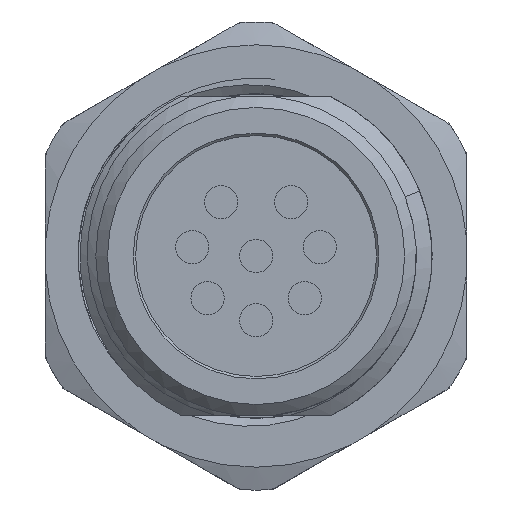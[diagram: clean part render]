
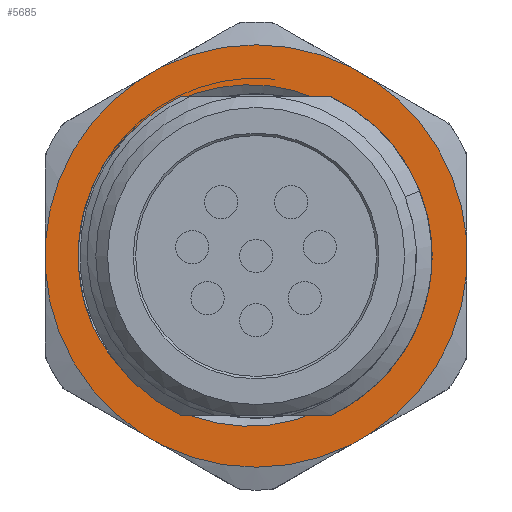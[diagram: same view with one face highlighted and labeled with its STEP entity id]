
A CAD part, left-side view. The second image highlights one B-rep face of the part: STEP entity #5685.
In plain terms, the highlighted planar face has unit normal (-1, 0, 0).
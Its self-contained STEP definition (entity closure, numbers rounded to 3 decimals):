
#306=B_SPLINE_CURVE_WITH_KNOTS('',3,(#19946,#19947,#19948,#19949,#19950,
#19951,#19952),.UNSPECIFIED.,.F.,.F.,(4,1,1,1,4),(0.,
0.004,0.009,0.013,0.017),
 .UNSPECIFIED.);
#307=B_SPLINE_CURVE_WITH_KNOTS('',3,(#19956,#19957,#19958,#19959,#19960,
#19961,#19962),.UNSPECIFIED.,.F.,.F.,(4,1,1,1,4),(0.,
0.004,0.009,0.013,0.017),
 .UNSPECIFIED.);
#564=LINE('',#19963,#791);
#565=LINE('',#19968,#792);
#566=LINE('',#19972,#793);
#567=LINE('',#19976,#794);
#568=LINE('',#19980,#795);
#569=LINE('',#19984,#796);
#791=VECTOR('',#8153,1000.);
#792=VECTOR('',#8156,1000.);
#793=VECTOR('',#8159,1000.);
#794=VECTOR('',#8162,1000.);
#795=VECTOR('',#8165,1000.);
#796=VECTOR('',#8168,1000.);
#1006=PLANE('',#6715);
#2202=ORIENTED_EDGE('',*,*,#3082,.F.);
#2203=ORIENTED_EDGE('',*,*,#3083,.T.);
#2204=ORIENTED_EDGE('',*,*,#3084,.T.);
#2205=ORIENTED_EDGE('',*,*,#3085,.T.);
#2206=ORIENTED_EDGE('',*,*,#3086,.F.);
#2207=ORIENTED_EDGE('',*,*,#3087,.T.);
#2208=ORIENTED_EDGE('',*,*,#3088,.F.);
#2209=ORIENTED_EDGE('',*,*,#3089,.T.);
#2210=ORIENTED_EDGE('',*,*,#3090,.F.);
#2211=ORIENTED_EDGE('',*,*,#3091,.T.);
#2212=ORIENTED_EDGE('',*,*,#3092,.F.);
#2213=ORIENTED_EDGE('',*,*,#3093,.T.);
#2214=ORIENTED_EDGE('',*,*,#3094,.F.);
#2215=ORIENTED_EDGE('',*,*,#3095,.T.);
#2216=ORIENTED_EDGE('',*,*,#3096,.F.);
#2217=ORIENTED_EDGE('',*,*,#3097,.T.);
#3082=EDGE_CURVE('',#3669,#3670,#4030,.T.);
#3083=EDGE_CURVE('',#3669,#3671,#306,.T.);
#3084=EDGE_CURVE('',#3671,#3672,#4031,.F.);
#3085=EDGE_CURVE('',#3672,#3670,#307,.T.);
#3086=EDGE_CURVE('',#3673,#3674,#564,.T.);
#3087=EDGE_CURVE('',#3673,#3675,#4032,.F.);
#3088=EDGE_CURVE('',#3676,#3675,#565,.T.);
#3089=EDGE_CURVE('',#3676,#3677,#4033,.F.);
#3090=EDGE_CURVE('',#3678,#3677,#566,.T.);
#3091=EDGE_CURVE('',#3678,#3679,#4034,.F.);
#3092=EDGE_CURVE('',#3680,#3679,#567,.T.);
#3093=EDGE_CURVE('',#3680,#3681,#4035,.F.);
#3094=EDGE_CURVE('',#3682,#3681,#568,.T.);
#3095=EDGE_CURVE('',#3682,#3683,#4036,.F.);
#3096=EDGE_CURVE('',#3684,#3683,#569,.T.);
#3097=EDGE_CURVE('',#3684,#3674,#4037,.F.);
#3669=VERTEX_POINT('',#19944);
#3670=VERTEX_POINT('',#19945);
#3671=VERTEX_POINT('',#19953);
#3672=VERTEX_POINT('',#19955);
#3673=VERTEX_POINT('',#19964);
#3674=VERTEX_POINT('',#19965);
#3675=VERTEX_POINT('',#19967);
#3676=VERTEX_POINT('',#19969);
#3677=VERTEX_POINT('',#19971);
#3678=VERTEX_POINT('',#19973);
#3679=VERTEX_POINT('',#19975);
#3680=VERTEX_POINT('',#19977);
#3681=VERTEX_POINT('',#19979);
#3682=VERTEX_POINT('',#19981);
#3683=VERTEX_POINT('',#19983);
#3684=VERTEX_POINT('',#19985);
#4030=CIRCLE('',#6716,7.6);
#4031=CIRCLE('',#6717,6.93);
#4032=CIRCLE('',#6718,9.024);
#4033=CIRCLE('',#6719,9.024);
#4034=CIRCLE('',#6720,9.024);
#4035=CIRCLE('',#6721,9.024);
#4036=CIRCLE('',#6722,9.024);
#4037=CIRCLE('',#6723,9.024);
#4561=EDGE_LOOP('',(#2202,#2203,#2204,#2205));
#4562=EDGE_LOOP('',(#2206,#2207,#2208,#2209,#2210,#2211,#2212,#2213,#2214,
#2215,#2216,#2217));
#5144=FACE_BOUND('',#4561,.T.);
#5145=FACE_BOUND('',#4562,.T.);
#5685=ADVANCED_FACE('',(#5144,#5145),#1006,.F.);
#6715=AXIS2_PLACEMENT_3D('',#19942,#8147,#8148);
#6716=AXIS2_PLACEMENT_3D('',#19943,#8149,#8150);
#6717=AXIS2_PLACEMENT_3D('',#19954,#8151,#8152);
#6718=AXIS2_PLACEMENT_3D('',#19966,#8154,#8155);
#6719=AXIS2_PLACEMENT_3D('',#19970,#8157,#8158);
#6720=AXIS2_PLACEMENT_3D('',#19974,#8160,#8161);
#6721=AXIS2_PLACEMENT_3D('',#19978,#8163,#8164);
#6722=AXIS2_PLACEMENT_3D('',#19982,#8166,#8167);
#6723=AXIS2_PLACEMENT_3D('',#19986,#8169,#8170);
#8147=DIRECTION('',(1.,0.,0.));
#8148=DIRECTION('',(0.,0.,-1.));
#8149=DIRECTION('',(-1.,0.,0.));
#8150=DIRECTION('',(0.,1.,0.));
#8151=DIRECTION('',(-1.,0.,0.));
#8152=DIRECTION('',(0.,0.,1.));
#8153=DIRECTION('',(0.,1.,0.));
#8154=DIRECTION('',(1.,0.,0.));
#8155=DIRECTION('',(0.,0.,-1.));
#8156=DIRECTION('',(0.,0.498,-0.867));
#8157=DIRECTION('',(1.,0.,0.));
#8158=DIRECTION('',(0.,0.,-1.));
#8159=DIRECTION('',(0.,-0.498,-0.867));
#8160=DIRECTION('',(1.,0.,0.));
#8161=DIRECTION('',(0.,0.,-1.));
#8162=DIRECTION('',(0.,-1.,0.));
#8163=DIRECTION('',(1.,0.,0.));
#8164=DIRECTION('',(0.,0.,-1.));
#8165=DIRECTION('',(0.,-0.497,0.868));
#8166=DIRECTION('',(1.,0.,0.));
#8167=DIRECTION('',(0.,0.,-1.));
#8168=DIRECTION('',(0.,0.497,0.868));
#8169=DIRECTION('',(1.,0.,0.));
#8170=DIRECTION('',(0.,0.,-1.));
#19942=CARTESIAN_POINT('',(-1.5,0.,0.));
#19943=CARTESIAN_POINT('',(-1.5,0.,0.));
#19944=CARTESIAN_POINT('',(-1.5,-4.081,6.411));
#19945=CARTESIAN_POINT('',(-1.5,3.02,6.974));
#19946=CARTESIAN_POINT('',(-1.5,-4.081,6.411));
#19947=CARTESIAN_POINT('',(-1.5,-5.265,5.593));
#19948=CARTESIAN_POINT('',(-1.5,-7.132,3.294));
#19949=CARTESIAN_POINT('',(-1.5,-7.622,-1.136));
#19950=CARTESIAN_POINT('',(-1.5,-5.55,-5.108));
#19951=CARTESIAN_POINT('',(-1.5,-2.928,-6.508));
#19952=CARTESIAN_POINT('',(-1.5,-1.511,-6.763));
#19953=CARTESIAN_POINT('',(-1.5,-1.511,-6.763));
#19954=CARTESIAN_POINT('',(-1.5,0.,0.));
#19955=CARTESIAN_POINT('',(-1.5,2.558,-6.441));
#19956=CARTESIAN_POINT('',(-1.5,2.558,-6.441));
#19957=CARTESIAN_POINT('',(-1.5,3.917,-5.964));
#19958=CARTESIAN_POINT('',(-1.5,6.29,-4.163));
#19959=CARTESIAN_POINT('',(-1.5,7.705,0.074));
#19960=CARTESIAN_POINT('',(-1.5,6.523,4.38));
#19961=CARTESIAN_POINT('',(-1.5,4.318,6.354));
#19962=CARTESIAN_POINT('',(-1.5,3.02,6.974));
#19963=CARTESIAN_POINT('',(-1.5,-4.376,-8.992));
#19964=CARTESIAN_POINT('',(-1.5,-0.764,-8.992));
#19965=CARTESIAN_POINT('',(-1.5,0.764,-8.992));
#19966=CARTESIAN_POINT('',(-1.5,0.,0.));
#19967=CARTESIAN_POINT('',(-1.5,-7.542,-4.955));
#19968=CARTESIAN_POINT('',(-1.5,-9.974,-0.725));
#19969=CARTESIAN_POINT('',(-1.5,-8.078,-4.024));
#19970=CARTESIAN_POINT('',(-1.5,0.,0.));
#19971=CARTESIAN_POINT('',(-1.5,-8.078,4.024));
#19972=CARTESIAN_POINT('',(-1.5,-5.646,8.254));
#19973=CARTESIAN_POINT('',(-1.5,-7.542,4.955));
#19974=CARTESIAN_POINT('',(-1.5,0.,0.));
#19975=CARTESIAN_POINT('',(-1.5,-0.537,9.008));
#19976=CARTESIAN_POINT('',(-1.5,4.342,9.008));
#19977=CARTESIAN_POINT('',(-1.5,0.537,9.008));
#19978=CARTESIAN_POINT('',(-1.5,0.,0.));
#19979=CARTESIAN_POINT('',(-1.5,7.551,4.941));
#19980=CARTESIAN_POINT('',(-1.5,9.975,0.706));
#19981=CARTESIAN_POINT('',(-1.5,8.085,4.008));
#19982=CARTESIAN_POINT('',(-1.5,0.,0.));
#19983=CARTESIAN_POINT('',(-1.5,8.085,-4.008));
#19984=CARTESIAN_POINT('',(-1.5,5.661,-8.243));
#19985=CARTESIAN_POINT('',(-1.5,7.551,-4.941));
#19986=CARTESIAN_POINT('',(-1.5,0.,0.));
